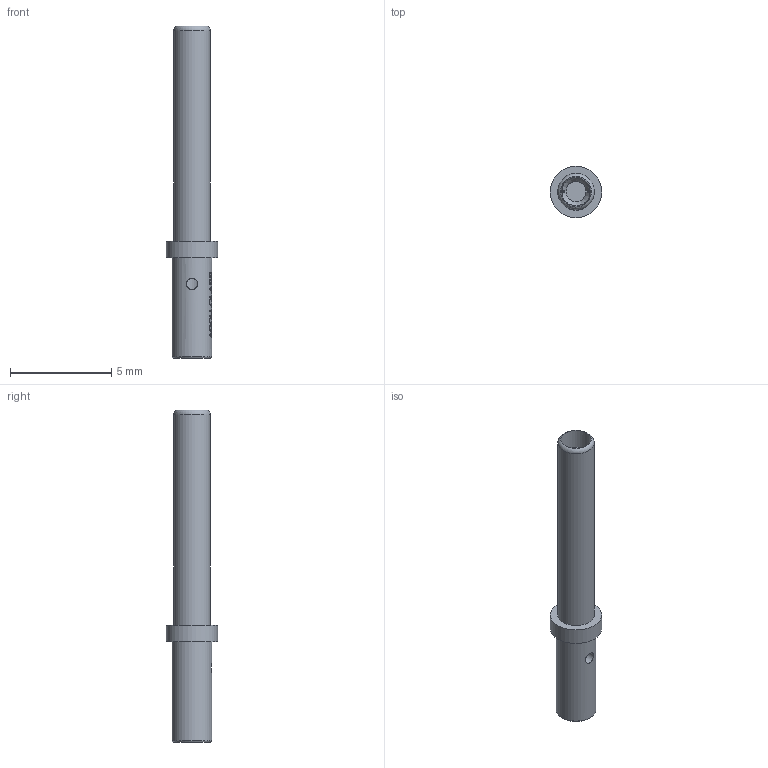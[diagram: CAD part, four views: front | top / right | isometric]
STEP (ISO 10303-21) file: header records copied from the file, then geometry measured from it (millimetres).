
FILE_DESCRIPTION(/* description */ ('Alibre Inc.'),/* implementation_level */ '2;1');
FILE_NAME(/* name */ 'export0',/* time_stamp */ '2010-02-04T09:54:39-08:00',/* author */ (''),/* organization */ (''),/* preprocessor_version */ 'ST-DEVELOPER v10',/* originating_system */ 'Alibre',/* authorisation */ '');
FILE_SCHEMA (('CONFIG_CONTROL_DESIGN'));
Length unit declared in the file: centimetre
Products named in the file (1): WRM 110235
Bounding box: 2.54 x 2.54 x 16.38 mm (x, y, z)
Volume: 29.4 mm3; surface area: 200.1 mm2
Topology: 1 solids, 1 shells, 394 faces, 1075 edges, 716 vertices
Faces by surface type: bspline 218, plane 156, cylinder 13, cone 5, torus 2
Full cylindrical faces by diameter (mm): 0.559 x1, 1.143 x1, 1.315 x1, 1.524 x1, 1.803 x1, 1.956 x1, 2.54 x1
Entity records: 13753 total; most frequent: CARTESIAN_POINT 5402, ORIENTED_EDGE 2124, EDGE_CURVE 1062, DIRECTION 868, VERTEX_POINT 713, VECTOR 538, LINE 538, B_SPLINE_CURVE_WITH_KNOTS 439
